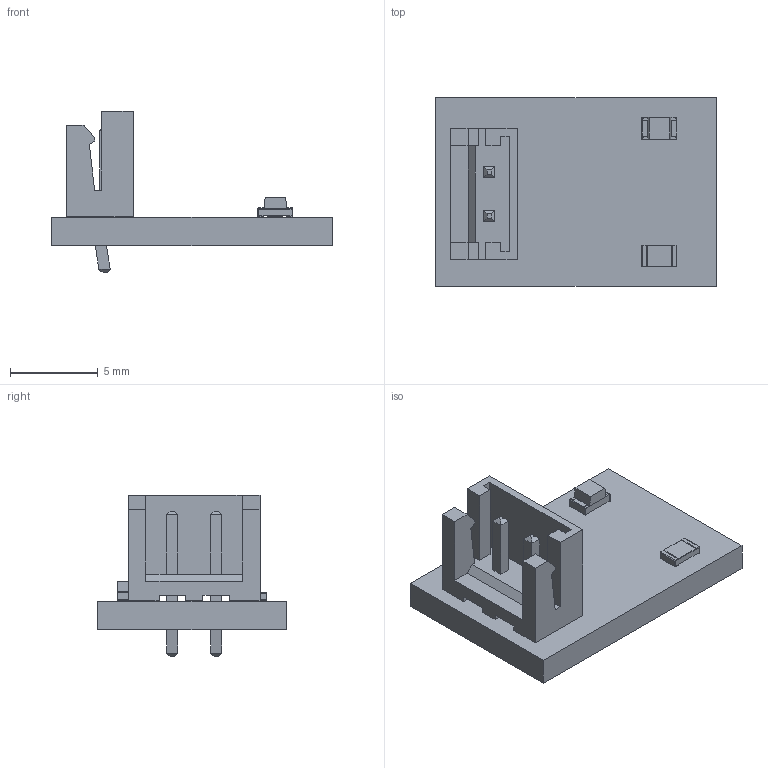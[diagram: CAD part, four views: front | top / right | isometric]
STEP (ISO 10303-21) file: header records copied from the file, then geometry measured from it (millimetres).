
FILE_DESCRIPTION(('KiCad electronic assembly'),'2;1');
FILE_NAME('KibotTest-3D.step','2022-09-05T00:33:11',('Pcbnew'),('Kicad') ,'Open CASCADE STEP processor 7.5','KiCad to STEP converter','Unknown' );
FILE_SCHEMA(('AUTOMOTIVE_DESIGN { 1 0 10303 214 1 1 1 1 }'));
Length unit declared in the file: millimetre
Products named in the file (8): KibotTest-3D 1; LED_0805_2012Metric; SOLID; JST_EH_B2B-EH-A_1x02_P2.50mm_Vertical; R_0805_2012Metric; tmp9ihu4l4n PCB
Assembly tree (7 placements, depth 3):
  KibotTest-3D 1
    LED_0805_2012Metric
      SOLID
    JST_EH_B2B-EH-A_1x02_P2.50mm_Vertical
      SOLID
    R_0805_2012Metric
      SOLID
    tmp9ihu4l4n PCB
Bounding box: 16 x 10.75 x 9.2 mm (x, y, z)
Volume: 353.6 mm3; surface area: 725.1 mm2
Topology: 4 solids, 4 shells, 166 faces, 439 edges, 286 vertices
Faces by surface type: bspline 158, plane 6, cylinder 2
Full cylindrical faces by diameter (mm): 1 x2
Entity records: 10816 total; most frequent: CARTESIAN_POINT 3698, B_SPLINE_CURVE_WITH_KNOTS 1199, ORIENTED_EDGE 878, PCURVE 878, DEFINITIONAL_REPRESENTATION 878, EDGE_CURVE 439, SURFACE_CURVE 437, VERTEX_POINT 286
